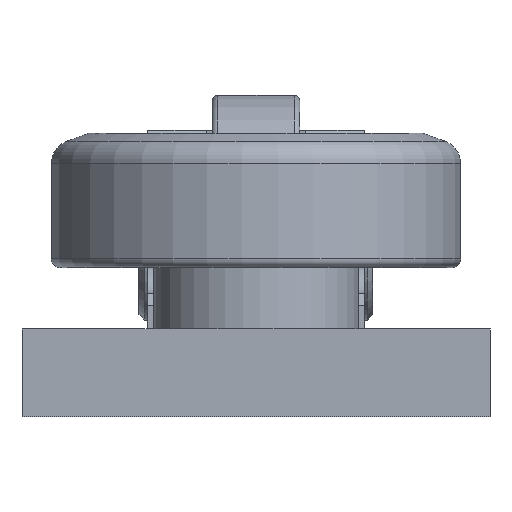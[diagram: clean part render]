
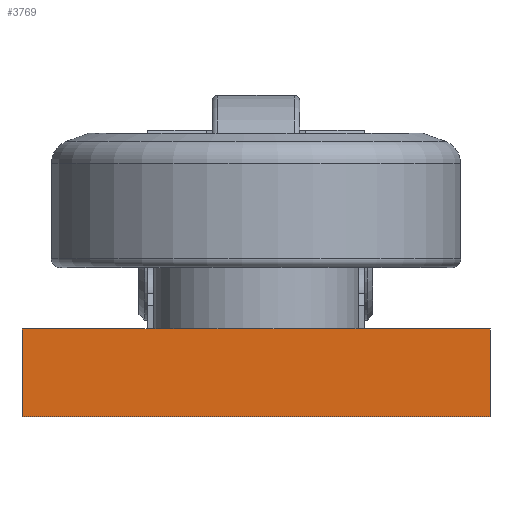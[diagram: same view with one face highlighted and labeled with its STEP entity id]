
A CAD part, left-side view. The second image highlights one B-rep face of the part: STEP entity #3769.
In plain terms, the highlighted planar face has unit normal (-1, 0, 0).
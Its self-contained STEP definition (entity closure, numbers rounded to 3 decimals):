
#51=PLANE('',#4254);
#147=LINE('',#6336,#332);
#156=LINE('',#6365,#341);
#157=LINE('',#6366,#342);
#158=LINE('',#6367,#343);
#332=VECTOR('',#5197,10.);
#341=VECTOR('',#5218,10.);
#342=VECTOR('',#5219,10.);
#343=VECTOR('',#5220,10.);
#745=FACE_OUTER_BOUND('',#962,.T.);
#962=EDGE_LOOP('',(#3011,#3012,#3013,#3014));
#1668=VERTEX_POINT('',#6333);
#1669=VERTEX_POINT('',#6335);
#1682=VERTEX_POINT('',#6363);
#1683=VERTEX_POINT('',#6364);
#2160=EDGE_CURVE('',#1668,#1669,#147,.T.);
#2174=EDGE_CURVE('',#1682,#1683,#156,.T.);
#2175=EDGE_CURVE('',#1669,#1683,#157,.T.);
#2176=EDGE_CURVE('',#1668,#1682,#158,.T.);
#3011=ORIENTED_EDGE('',*,*,#2174,.T.);
#3012=ORIENTED_EDGE('',*,*,#2175,.F.);
#3013=ORIENTED_EDGE('',*,*,#2160,.F.);
#3014=ORIENTED_EDGE('',*,*,#2176,.T.);
#3769=ADVANCED_FACE('',(#745),#51,.T.);
#4254=AXIS2_PLACEMENT_3D('',#6362,#5216,#5217);
#5197=DIRECTION('',(0.,1.,0.));
#5216=DIRECTION('center_axis',(-1.,0.,0.));
#5217=DIRECTION('ref_axis',(0.,0.,1.));
#5218=DIRECTION('',(0.,1.,0.));
#5219=DIRECTION('',(0.,0.,1.));
#5220=DIRECTION('',(0.,0.,1.));
#6333=CARTESIAN_POINT('',(0.,0.,0.));
#6335=CARTESIAN_POINT('',(0.,80.,0.));
#6336=CARTESIAN_POINT('',(0.,0.,0.));
#6362=CARTESIAN_POINT('Origin',(0.,0.,0.));
#6363=CARTESIAN_POINT('',(0.,0.,15.));
#6364=CARTESIAN_POINT('',(0.,80.,15.));
#6365=CARTESIAN_POINT('',(0.,0.,15.));
#6366=CARTESIAN_POINT('',(0.,80.,0.));
#6367=CARTESIAN_POINT('',(0.,0.,0.));
